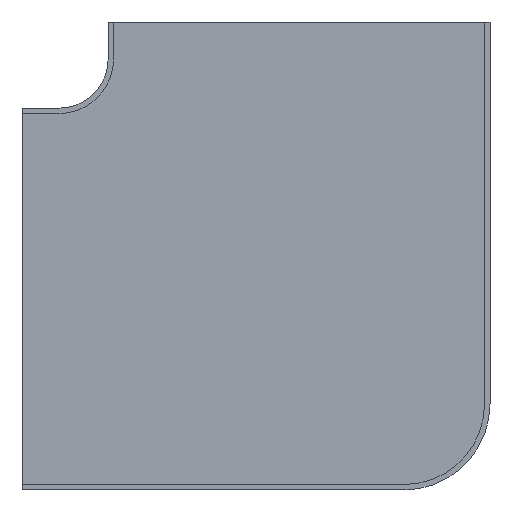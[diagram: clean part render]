
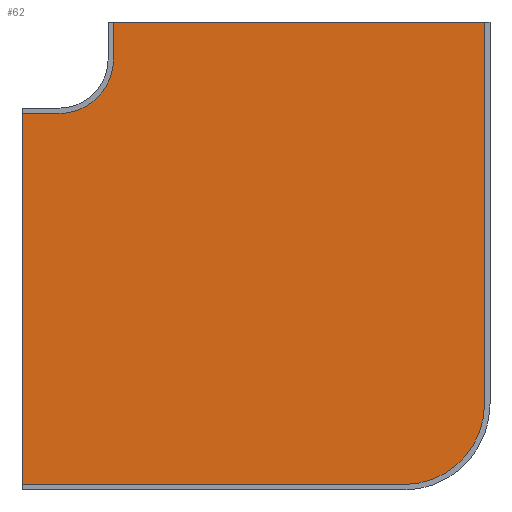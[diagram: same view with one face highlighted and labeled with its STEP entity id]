
A CAD part, front view. The second image highlights one B-rep face of the part: STEP entity #62.
In plain terms, the highlighted planar face has unit normal (0, -1, 0).
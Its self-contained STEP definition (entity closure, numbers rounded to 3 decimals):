
#8 = CARTESIAN_POINT ( 'NONE',  ( 92.85, 29.5, 95.05 ) ) ;
#36 = ORIENTED_EDGE ( 'NONE', *, *, #56, .F. ) ;
#44 = EDGE_CURVE ( 'NONE', #569, #482, #414, .T. ) ;
#49 = CARTESIAN_POINT ( 'NONE',  ( -80.05, 29.5, 57.85 ) ) ;
#56 = EDGE_CURVE ( 'NONE', #433, #568, #396, .T. ) ;
#62 = ADVANCED_FACE ( 'NONE', ( #395 ), #205, .F. ) ;
#77 = CARTESIAN_POINT ( 'NONE',  ( 92.85, 29.5, 95.05 ) ) ;
#89 = AXIS2_PLACEMENT_3D ( 'NONE', #182, #165, #150 ) ;
#98 = DIRECTION ( 'NONE',  ( 0., 0., 1. ) ) ;
#101 = DIRECTION ( 'NONE',  ( 0., -1., 0. ) ) ;
#118 = CARTESIAN_POINT ( 'NONE',  ( -80.05, 29.5, 80.05 ) ) ;
#138 = AXIS2_PLACEMENT_3D ( 'NONE', #118, #101, #98 ) ;
#147 = EDGE_CURVE ( 'NONE', #482, #370, #364, .T. ) ;
#148 = CARTESIAN_POINT ( 'NONE',  ( -60.05, 29.5, 95.05 ) ) ;
#150 = DIRECTION ( 'NONE',  ( 0., 0., 1. ) ) ;
#158 = DIRECTION ( 'NONE',  ( 0., 0., 1. ) ) ;
#162 = DIRECTION ( 'NONE',  ( 0., 0., 1. ) ) ;
#165 = DIRECTION ( 'NONE',  ( 0., 1., 0. ) ) ;
#167 = CARTESIAN_POINT ( 'NONE',  ( -95.05, 29.5, 60.05 ) ) ;
#182 = CARTESIAN_POINT ( 'NONE',  ( 60.05, 29.5, -60.05 ) ) ;
#189 = CARTESIAN_POINT ( 'NONE',  ( -57.85, 29.5, 80.05 ) ) ;
#190 = DIRECTION ( 'NONE',  ( 0., 1., 0. ) ) ;
#192 = LINE ( 'NONE', #77, #340 ) ;
#201 = DIRECTION ( 'NONE',  ( -1., 0., 0. ) ) ;
#205 = PLANE ( 'NONE',  #438 ) ;
#209 = CARTESIAN_POINT ( 'NONE',  ( -95.05, 29.5, -92.85 ) ) ;
#214 = CARTESIAN_POINT ( 'NONE',  ( -57.85, 29.5, 95.05 ) ) ;
#248 = CARTESIAN_POINT ( 'NONE',  ( -95.05, 29.5, 57.85 ) ) ;
#253 = DIRECTION ( 'NONE',  ( 1., 0., 0. ) ) ;
#262 = CARTESIAN_POINT ( 'NONE',  ( 60.05, 29.5, -60.05 ) ) ;
#274 = LINE ( 'NONE', #148, #283 ) ;
#276 = VERTEX_POINT ( 'NONE', #437 ) ;
#283 = VECTOR ( 'NONE', #344, 1000. ) ;
#294 = VECTOR ( 'NONE', #158, 1000. ) ;
#296 = LINE ( 'NONE', #167, #294 ) ;
#305 = CIRCLE ( 'NONE', #89, 32.8 ) ;
#309 = EDGE_CURVE ( 'NONE', #532, #276, #192, .T. ) ;
#319 = LINE ( 'NONE', #389, #322 ) ;
#322 = VECTOR ( 'NONE', #457, 1000. ) ;
#324 = ORIENTED_EDGE ( 'NONE', *, *, #486, .F. ) ;
#340 = VECTOR ( 'NONE', #483, 1000. ) ;
#344 = DIRECTION ( 'NONE',  ( 1., 0., 0. ) ) ;
#349 = ORIENTED_EDGE ( 'NONE', *, *, #567, .F. ) ;
#364 = CIRCLE ( 'NONE', #138, 22.2 ) ;
#370 = VERTEX_POINT ( 'NONE', #189 ) ;
#389 = CARTESIAN_POINT ( 'NONE',  ( -57.85, 29.5, 80.05 ) ) ;
#395 = FACE_OUTER_BOUND ( 'NONE', #526, .T. ) ;
#396 = LINE ( 'NONE', #209, #402 ) ;
#402 = VECTOR ( 'NONE', #201, 1000. ) ;
#407 = VECTOR ( 'NONE', #253, 1000. ) ;
#414 = LINE ( 'NONE', #248, #407 ) ;
#433 = VERTEX_POINT ( 'NONE', #449 ) ;
#437 = CARTESIAN_POINT ( 'NONE',  ( 92.85, 29.5, -60.05 ) ) ;
#438 = AXIS2_PLACEMENT_3D ( 'NONE', #262, #190, #162 ) ;
#449 = CARTESIAN_POINT ( 'NONE',  ( 60.05, 29.5, -92.85 ) ) ;
#457 = DIRECTION ( 'NONE',  ( 0., 0., 1. ) ) ;
#460 = CARTESIAN_POINT ( 'NONE',  ( -95.05, 29.5, 57.85 ) ) ;
#468 = ORIENTED_EDGE ( 'NONE', *, *, #44, .F. ) ;
#481 = ORIENTED_EDGE ( 'NONE', *, *, #605, .F. ) ;
#482 = VERTEX_POINT ( 'NONE', #49 ) ;
#483 = DIRECTION ( 'NONE',  ( 0., 0., -1. ) ) ;
#486 = EDGE_CURVE ( 'NONE', #370, #493, #319, .T. ) ;
#493 = VERTEX_POINT ( 'NONE', #214 ) ;
#525 = CARTESIAN_POINT ( 'NONE',  ( -95.05, 29.5, -92.85 ) ) ;
#526 = EDGE_LOOP ( 'NONE', ( #36, #587, #590, #481, #324, #598, #468, #349 ) ) ;
#532 = VERTEX_POINT ( 'NONE', #8 ) ;
#555 = EDGE_CURVE ( 'NONE', #276, #433, #305, .T. ) ;
#567 = EDGE_CURVE ( 'NONE', #568, #569, #296, .T. ) ;
#568 = VERTEX_POINT ( 'NONE', #525 ) ;
#569 = VERTEX_POINT ( 'NONE', #460 ) ;
#587 = ORIENTED_EDGE ( 'NONE', *, *, #555, .F. ) ;
#590 = ORIENTED_EDGE ( 'NONE', *, *, #309, .F. ) ;
#598 = ORIENTED_EDGE ( 'NONE', *, *, #147, .F. ) ;
#605 = EDGE_CURVE ( 'NONE', #493, #532, #274, .T. ) ;
